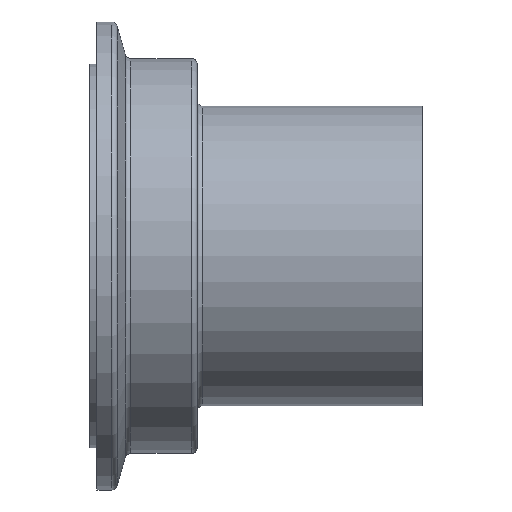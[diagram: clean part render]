
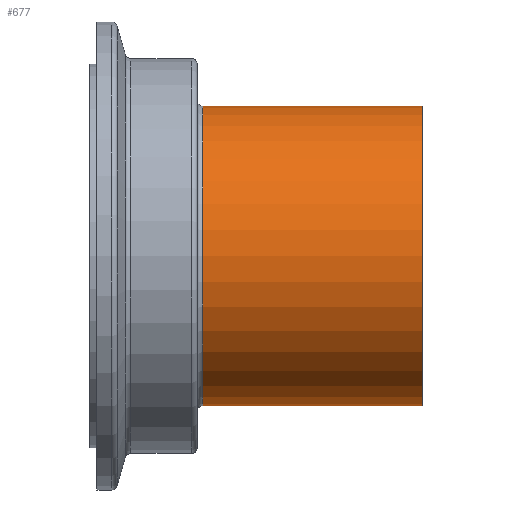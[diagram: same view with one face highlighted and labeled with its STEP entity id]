
A CAD part, top view. The second image highlights one B-rep face of the part: STEP entity #677.
In plain terms, the highlighted cylindrical face has radius 20.5 mm (diameter 41 mm), a partial arc.
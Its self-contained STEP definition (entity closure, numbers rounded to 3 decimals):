
#72 = DIRECTION ( 'NONE',  ( -1., 0., 0. ) ) ;
#75 = ORIENTED_EDGE ( 'NONE', *, *, #172, .T. ) ;
#103 = DIRECTION ( 'NONE',  ( -1., 0., 0. ) ) ;
#128 = EDGE_CURVE ( 'NONE', #390, #509, #559, .T. ) ;
#144 = LINE ( 'NONE', #476, #231 ) ;
#152 = ORIENTED_EDGE ( 'NONE', *, *, #380, .F. ) ;
#172 = EDGE_CURVE ( 'NONE', #509, #544, #195, .T. ) ;
#176 = CARTESIAN_POINT ( 'NONE',  ( -172.678, 5.365, 0. ) ) ;
#195 = LINE ( 'NONE', #454, #716 ) ;
#231 = VECTOR ( 'NONE', #606, 1000. ) ;
#271 = AXIS2_PLACEMENT_3D ( 'NONE', #176, #103, #437 ) ;
#276 = CARTESIAN_POINT ( 'NONE',  ( 4.12, 25.865, 0. ) ) ;
#289 = VERTEX_POINT ( 'NONE', #607 ) ;
#304 = CARTESIAN_POINT ( 'NONE',  ( 34.12, -15.135, 0. ) ) ;
#310 = AXIS2_PLACEMENT_3D ( 'NONE', #570, #439, #505 ) ;
#326 = CARTESIAN_POINT ( 'NONE',  ( 34.12, 25.865, 0. ) ) ;
#337 = CIRCLE ( 'NONE', #310, 20.5 ) ;
#374 = FACE_OUTER_BOUND ( 'NONE', #775, .T. ) ;
#380 = EDGE_CURVE ( 'NONE', #289, #544, #337, .T. ) ;
#390 = VERTEX_POINT ( 'NONE', #304 ) ;
#401 = CARTESIAN_POINT ( 'NONE',  ( 34.12, 5.365, 0. ) ) ;
#407 = ORIENTED_EDGE ( 'NONE', *, *, #128, .T. ) ;
#412 = AXIS2_PLACEMENT_3D ( 'NONE', #401, #660, #535 ) ;
#437 = DIRECTION ( 'NONE',  ( 0., -1., 0. ) ) ;
#439 = DIRECTION ( 'NONE',  ( -1., 0., 0. ) ) ;
#454 = CARTESIAN_POINT ( 'NONE',  ( -172.678, 25.865, 0. ) ) ;
#468 = ORIENTED_EDGE ( 'NONE', *, *, #580, .F. ) ;
#476 = CARTESIAN_POINT ( 'NONE',  ( -172.678, -15.135, 0. ) ) ;
#505 = DIRECTION ( 'NONE',  ( 0., -1., 0. ) ) ;
#509 = VERTEX_POINT ( 'NONE', #326 ) ;
#535 = DIRECTION ( 'NONE',  ( 0., -1., 0. ) ) ;
#544 = VERTEX_POINT ( 'NONE', #276 ) ;
#559 = CIRCLE ( 'NONE', #412, 20.5 ) ;
#570 = CARTESIAN_POINT ( 'NONE',  ( 4.12, 5.365, 0. ) ) ;
#580 = EDGE_CURVE ( 'NONE', #390, #289, #144, .T. ) ;
#606 = DIRECTION ( 'NONE',  ( -1., 0., 0. ) ) ;
#607 = CARTESIAN_POINT ( 'NONE',  ( 4.12, -15.135, 0. ) ) ;
#660 = DIRECTION ( 'NONE',  ( -1., 0., 0. ) ) ;
#677 = ADVANCED_FACE ( 'NONE', ( #374 ), #819, .T. ) ;
#716 = VECTOR ( 'NONE', #72, 1000. ) ;
#775 = EDGE_LOOP ( 'NONE', ( #407, #75, #152, #468 ) ) ;
#819 = CYLINDRICAL_SURFACE ( 'NONE', #271, 20.5 ) ;
